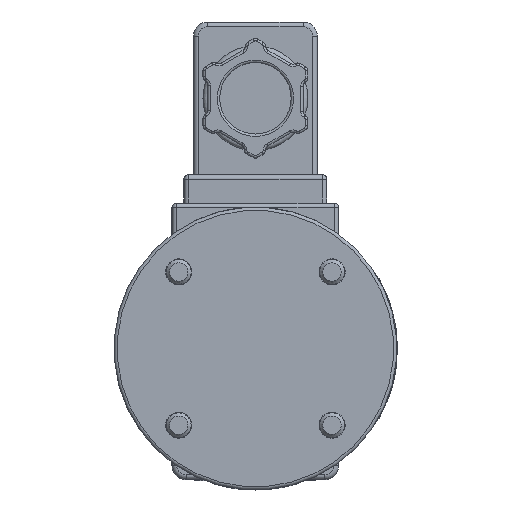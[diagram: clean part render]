
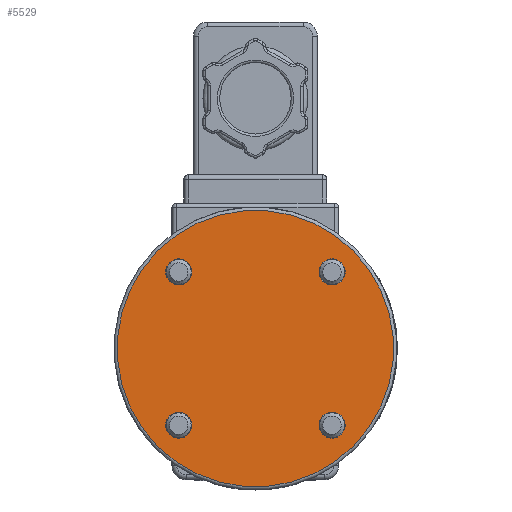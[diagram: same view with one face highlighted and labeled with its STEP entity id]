
A CAD part, front view. The second image highlights one B-rep face of the part: STEP entity #5529.
In plain terms, the highlighted planar face has unit normal (0, -1, 0).
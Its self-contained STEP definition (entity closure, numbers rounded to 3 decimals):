
#130=FACE_BOUND('',#895,.T.);
#131=FACE_BOUND('',#896,.T.);
#132=FACE_BOUND('',#897,.T.);
#133=FACE_BOUND('',#898,.T.);
#268=PLANE('',#6068);
#539=FACE_OUTER_BOUND('',#894,.T.);
#894=EDGE_LOOP('',(#3815));
#895=EDGE_LOOP('',(#3816));
#896=EDGE_LOOP('',(#3817));
#897=EDGE_LOOP('',(#3818));
#898=EDGE_LOOP('',(#3819));
#2092=CIRCLE('',#6066,21.75);
#2093=CIRCLE('',#6069,2.05);
#2094=CIRCLE('',#6070,2.05);
#2095=CIRCLE('',#6071,2.05);
#2096=CIRCLE('',#6072,2.05);
#2419=VERTEX_POINT('',#8760);
#2420=VERTEX_POINT('',#8765);
#2421=VERTEX_POINT('',#8767);
#2422=VERTEX_POINT('',#8769);
#2423=VERTEX_POINT('',#8771);
#2940=EDGE_CURVE('',#2419,#2419,#2092,.T.);
#2941=EDGE_CURVE('',#2420,#2420,#2093,.T.);
#2942=EDGE_CURVE('',#2421,#2421,#2094,.T.);
#2943=EDGE_CURVE('',#2422,#2422,#2095,.T.);
#2944=EDGE_CURVE('',#2423,#2423,#2096,.T.);
#3815=ORIENTED_EDGE('',*,*,#2940,.F.);
#3816=ORIENTED_EDGE('',*,*,#2941,.T.);
#3817=ORIENTED_EDGE('',*,*,#2942,.T.);
#3818=ORIENTED_EDGE('',*,*,#2943,.T.);
#3819=ORIENTED_EDGE('',*,*,#2944,.T.);
#5529=ADVANCED_FACE('',(#539,#130,#131,#132,#133),#268,.F.);
#6066=AXIS2_PLACEMENT_3D('',#8762,#6827,#6828);
#6068=AXIS2_PLACEMENT_3D('',#8764,#6831,#6832);
#6069=AXIS2_PLACEMENT_3D('',#8766,#6833,#6834);
#6070=AXIS2_PLACEMENT_3D('',#8768,#6835,#6836);
#6071=AXIS2_PLACEMENT_3D('',#8770,#6837,#6838);
#6072=AXIS2_PLACEMENT_3D('',#8772,#6839,#6840);
#6827=DIRECTION('center_axis',(0.,1.,0.));
#6828=DIRECTION('ref_axis',(1.,0.,0.));
#6831=DIRECTION('center_axis',(0.,1.,0.));
#6832=DIRECTION('ref_axis',(0.,0.,1.));
#6833=DIRECTION('center_axis',(0.,1.,0.));
#6834=DIRECTION('ref_axis',(1.,0.,0.));
#6835=DIRECTION('center_axis',(0.,1.,0.));
#6836=DIRECTION('ref_axis',(1.,0.,0.));
#6837=DIRECTION('center_axis',(0.,1.,0.));
#6838=DIRECTION('ref_axis',(1.,0.,0.));
#6839=DIRECTION('center_axis',(0.,1.,0.));
#6840=DIRECTION('ref_axis',(1.,0.,0.));
#8760=CARTESIAN_POINT('',(0.,0.,-21.75));
#8762=CARTESIAN_POINT('Origin',(0.,0.,0.));
#8764=CARTESIAN_POINT('Origin',(0.,0.,0.));
#8765=CARTESIAN_POINT('',(-2.05,0.,17.05));
#8766=CARTESIAN_POINT('Origin',(0.,0.,17.05));
#8767=CARTESIAN_POINT('',(-19.1,0.,0.));
#8768=CARTESIAN_POINT('Origin',(-17.05,0.,0.));
#8769=CARTESIAN_POINT('',(15.,0.,0.));
#8770=CARTESIAN_POINT('Origin',(17.05,0.,0.));
#8771=CARTESIAN_POINT('',(-2.05,0.,-17.05));
#8772=CARTESIAN_POINT('Origin',(0.,0.,-17.05));
